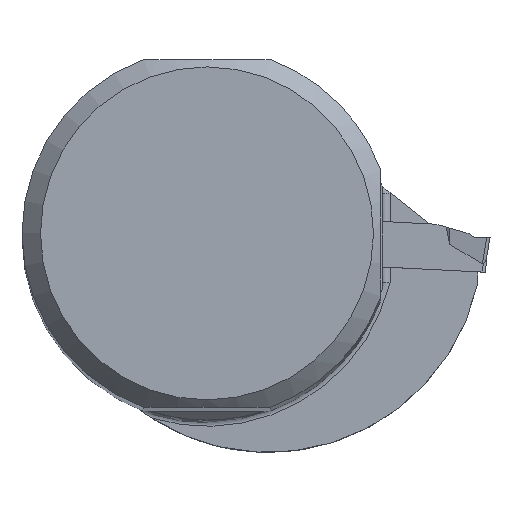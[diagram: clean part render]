
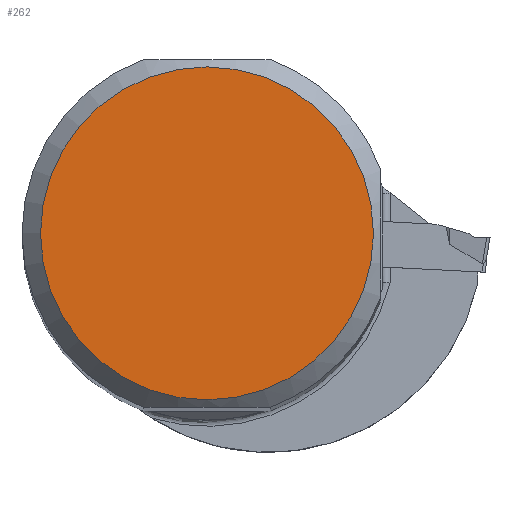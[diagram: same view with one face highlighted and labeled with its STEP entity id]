
A CAD part, top view. The second image highlights one B-rep face of the part: STEP entity #262.
In plain terms, the highlighted planar face has unit normal (0, 0, 1).
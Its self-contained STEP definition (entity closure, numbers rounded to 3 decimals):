
#173=FACE_OUTER_BOUND('',#481,.T.);
#262=ADVANCED_FACE('TB_BL_N10_SU6',(#173),#341,.T.);
#341=PLANE('',#1921);
#393=CIRCLE('',#1917,22.5);
#481=EDGE_LOOP('',(#1050));
#1050=ORIENTED_EDGE('',*,*,#1649,.T.);
#1452=VERTEX_POINT('',#2932);
#1649=EDGE_CURVE('',#1452,#1452,#393,.T.);
#1917=AXIS2_PLACEMENT_3D('',#2931,#2220,#2221);
#1921=AXIS2_PLACEMENT_3D('',#2976,#2228,#2229);
#2220=DIRECTION('',(0.,0.,1.));
#2221=DIRECTION('',(-1.,0.,0.));
#2228=DIRECTION('',(0.,0.,1.));
#2229=DIRECTION('',(-1.,0.,0.));
#2931=CARTESIAN_POINT('',(0.,0.,0.));
#2932=CARTESIAN_POINT('',(-22.5,0.,0.));
#2976=CARTESIAN_POINT('',(0.,0.,0.));
